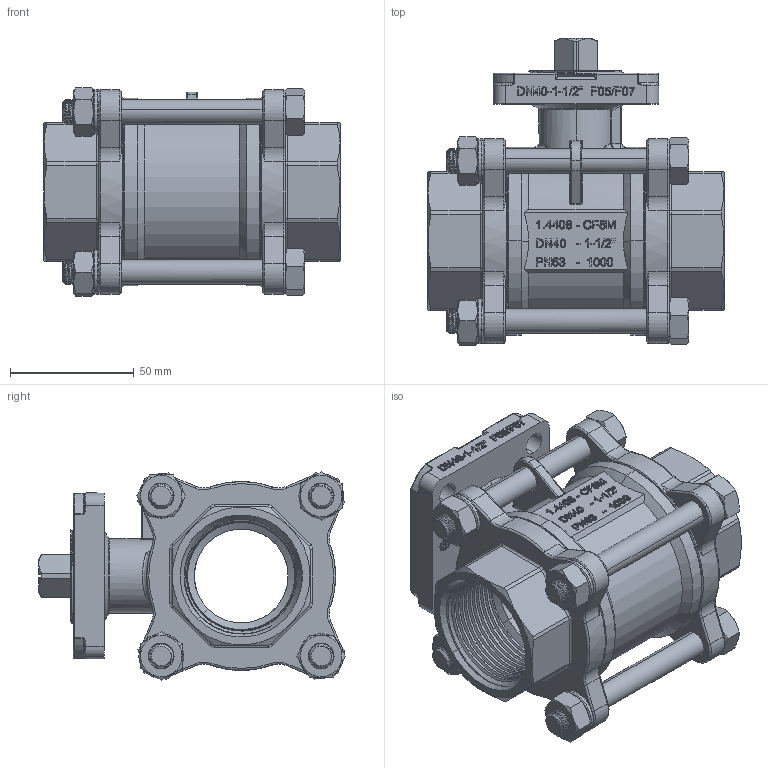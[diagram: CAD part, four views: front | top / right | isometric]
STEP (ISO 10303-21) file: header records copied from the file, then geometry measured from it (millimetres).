
FILE_DESCRIPTION (( 'STEP AP203' ), '1' );
FILE_NAME ('JV-35G (AOM).STEP', '2012-08-09T07:25:58', ( 'TULIPA' ), ( 'TULIPA' ), 'SwSTEP 2.0', 'SolidWorks 2005179', '' );
FILE_SCHEMA (( 'CONFIG_CONTROL_DESIGN' ));
Length unit declared in the file: millimetre
Products named in the file (1): JV-35G (AOM)
Bounding box: 120 x 124.25 x 84.4 mm (x, y, z)
Volume: 371797.4 mm3; surface area: 165847.9 mm2
Topology: 31 solids, 31 shells, 1773 faces, 4503 edges, 2859 vertices
Faces by surface type: plane 579, cylinder 537, bspline 254, cone 249, torus 139, sphere 15
Entity records: 182596 total; most frequent: CARTESIAN_POINT 142821, ORIENTED_EDGE 8954, DIRECTION 7256, EDGE_CURVE 4477, VERTEX_POINT 2850, AXIS2_PLACEMENT_3D 2605, VECTOR 2046, LINE 2046
